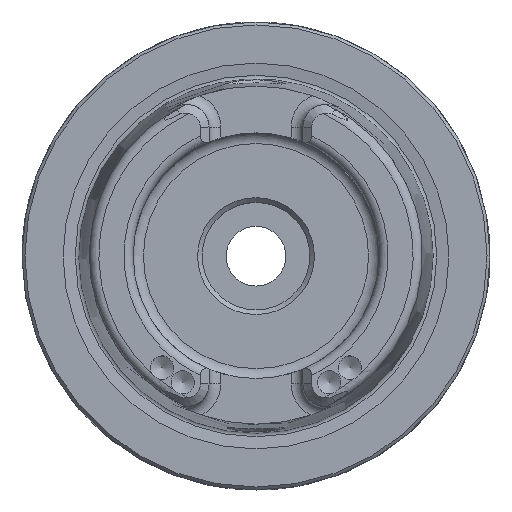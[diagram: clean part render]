
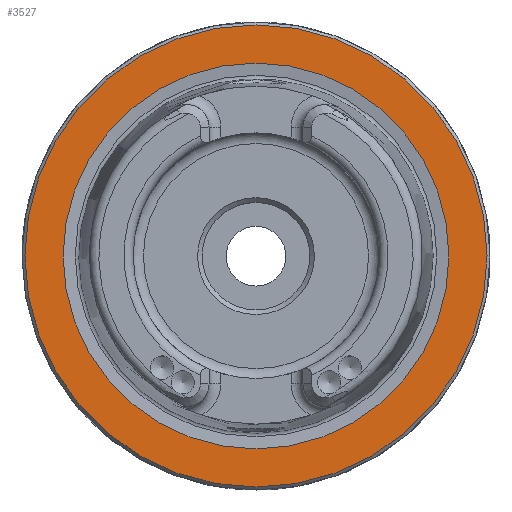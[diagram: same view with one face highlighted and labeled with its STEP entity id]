
A CAD part, top view. The second image highlights one B-rep face of the part: STEP entity #3527.
In plain terms, the highlighted planar face has unit normal (0, 0, 1).
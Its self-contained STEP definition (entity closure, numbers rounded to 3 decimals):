
#325=PLANE('',#3796);
#790=ORIENTED_EDGE('',*,*,#1260,.T.);
#791=ORIENTED_EDGE('',*,*,#1257,.F.);
#1257=EDGE_CURVE('',#1542,#1542,#1740,.T.);
#1260=EDGE_CURVE('',#1545,#1545,#1743,.T.);
#1542=VERTEX_POINT('',#5331);
#1545=VERTEX_POINT('',#5340);
#1740=CIRCLE('',#3791,32.981);
#1743=CIRCLE('',#3797,39.5);
#1950=EDGE_LOOP('',(#790));
#1951=EDGE_LOOP('',(#791));
#2189=FACE_BOUND('',#1950,.T.);
#2190=FACE_BOUND('',#1951,.T.);
#3527=ADVANCED_FACE('',(#2189,#2190),#325,.T.);
#3791=AXIS2_PLACEMENT_3D('',#5330,#4337,#4338);
#3796=AXIS2_PLACEMENT_3D('',#5338,#4347,#4348);
#3797=AXIS2_PLACEMENT_3D('',#5339,#4349,#4350);
#4337=DIRECTION('',(0.,0.,1.));
#4338=DIRECTION('',(1.,0.,0.));
#4347=DIRECTION('',(0.,0.,1.));
#4348=DIRECTION('',(1.,0.,0.));
#4349=DIRECTION('',(0.,0.,1.));
#4350=DIRECTION('',(1.,0.,0.));
#5330=CARTESIAN_POINT('',(0.,0.,0.));
#5331=CARTESIAN_POINT('',(32.981,0.,0.));
#5338=CARTESIAN_POINT('',(39.5,0.,0.));
#5339=CARTESIAN_POINT('',(0.,0.,0.));
#5340=CARTESIAN_POINT('',(39.5,0.,0.));
